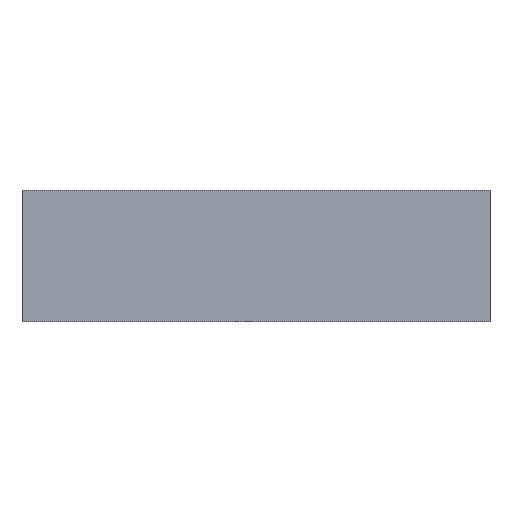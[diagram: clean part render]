
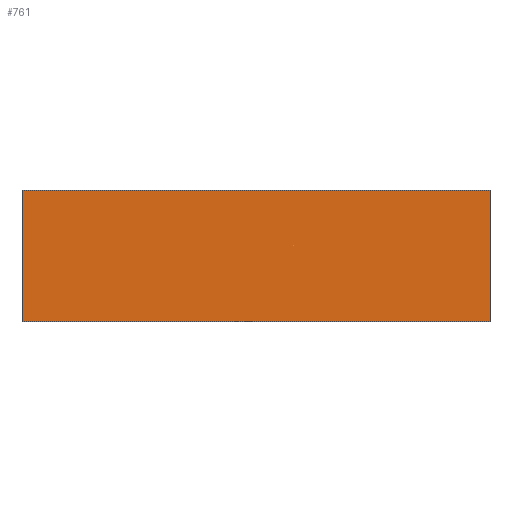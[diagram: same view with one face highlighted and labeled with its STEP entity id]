
A CAD part, front view. The second image highlights one B-rep face of the part: STEP entity #761.
In plain terms, the highlighted planar face has unit normal (0, -1, 0).
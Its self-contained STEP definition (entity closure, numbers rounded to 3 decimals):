
#8 = VERTEX_POINT ( 'NONE', #1350 ) ;
#141 = LINE ( 'NONE', #1386, #656 ) ;
#273 = VERTEX_POINT ( 'NONE', #1593 ) ;
#300 = EDGE_CURVE ( 'NONE', #273, #8, #682, .T. ) ;
#351 = AXIS2_PLACEMENT_3D ( 'NONE', #791, #1305, #1043 ) ;
#358 = LINE ( 'NONE', #855, #1087 ) ;
#370 = EDGE_LOOP ( 'NONE', ( #1420, #570, #671, #1045 ) ) ;
#406 = VECTOR ( 'NONE', #1198, 1000. ) ;
#456 = VECTOR ( 'NONE', #1209, 1000. ) ;
#537 = FACE_OUTER_BOUND ( 'NONE', #370, .T. ) ;
#570 = ORIENTED_EDGE ( 'NONE', *, *, #958, .F. ) ;
#656 = VECTOR ( 'NONE', #1522, 1000. ) ;
#666 = EDGE_CURVE ( 'NONE', #1242, #796, #141, .T. ) ;
#671 = ORIENTED_EDGE ( 'NONE', *, *, #666, .F. ) ;
#682 = LINE ( 'NONE', #1319, #406 ) ;
#761 = ADVANCED_FACE ( 'NONE', ( #537 ), #1146, .F. ) ;
#791 = CARTESIAN_POINT ( 'NONE',  ( 0., -75.146, 5.6 ) ) ;
#796 = VERTEX_POINT ( 'NONE', #1530 ) ;
#805 = CARTESIAN_POINT ( 'NONE',  ( -45.725, -75.146, 5.6 ) ) ;
#855 = CARTESIAN_POINT ( 'NONE',  ( -45.725, -75.146, 5.6 ) ) ;
#958 = EDGE_CURVE ( 'NONE', #796, #8, #1327, .T. ) ;
#1043 = DIRECTION ( 'NONE',  ( 0., 0., 1. ) ) ;
#1045 = ORIENTED_EDGE ( 'NONE', *, *, #1599, .T. ) ;
#1087 = VECTOR ( 'NONE', #1361, 1000. ) ;
#1146 = PLANE ( 'NONE',  #351 ) ;
#1198 = DIRECTION ( 'NONE',  ( 1., 0., 0. ) ) ;
#1209 = DIRECTION ( 'NONE',  ( 0., 0., -1. ) ) ;
#1242 = VERTEX_POINT ( 'NONE', #805 ) ;
#1305 = DIRECTION ( 'NONE',  ( 0., 1., 0. ) ) ;
#1319 = CARTESIAN_POINT ( 'NONE',  ( 0., -75.146, 0. ) ) ;
#1327 = LINE ( 'NONE', #1345, #456 ) ;
#1345 = CARTESIAN_POINT ( 'NONE',  ( -25.725, -75.146, 5.6 ) ) ;
#1350 = CARTESIAN_POINT ( 'NONE',  ( -25.725, -75.146, 0. ) ) ;
#1361 = DIRECTION ( 'NONE',  ( 0., 0., -1. ) ) ;
#1386 = CARTESIAN_POINT ( 'NONE',  ( 0., -75.146, 5.6 ) ) ;
#1420 = ORIENTED_EDGE ( 'NONE', *, *, #300, .T. ) ;
#1522 = DIRECTION ( 'NONE',  ( 1., 0., 0. ) ) ;
#1530 = CARTESIAN_POINT ( 'NONE',  ( -25.725, -75.146, 5.6 ) ) ;
#1593 = CARTESIAN_POINT ( 'NONE',  ( -45.725, -75.146, 0. ) ) ;
#1599 = EDGE_CURVE ( 'NONE', #1242, #273, #358, .T. ) ;
